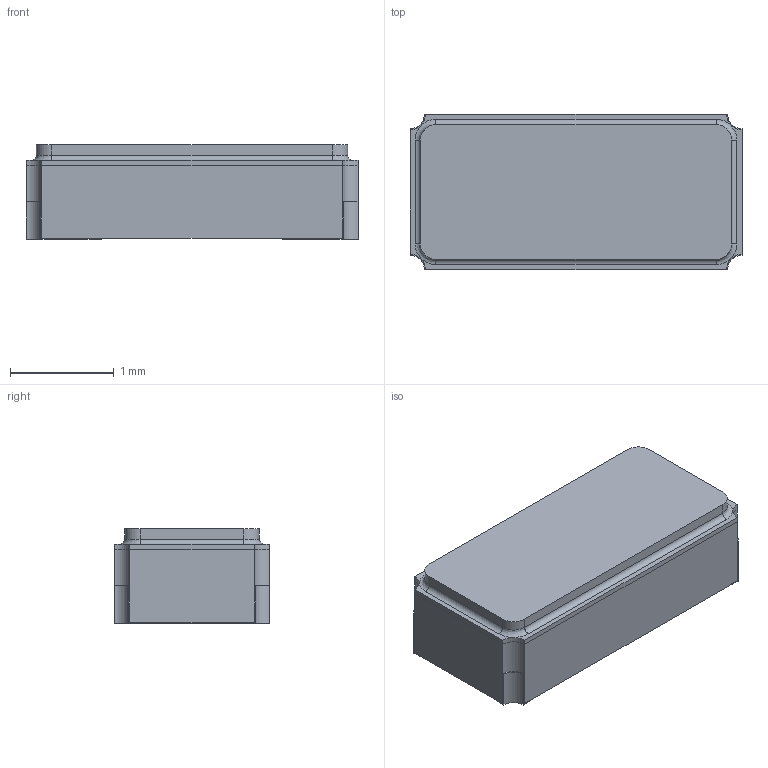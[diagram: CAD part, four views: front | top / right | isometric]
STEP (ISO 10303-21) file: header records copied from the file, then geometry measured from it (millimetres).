
FILE_DESCRIPTION(('FreeCAD Model'),'2;1');
FILE_NAME('Fusion.step', '2017-03-03T19:12:16',('Author'),(''), 'Open CASCADE STEP processor 6.8','FreeCAD','Unknown');
FILE_SCHEMA(('AUTOMOTIVE_DESIGN_CC2 { 1 2 10303 214 -1 1 5 4 }'));
Length unit declared in the file: millimetre
Products named in the file (2): ASSEMBLY; Fusion
Assembly tree (1 placements, depth 2):
  ASSEMBLY
    Fusion
Bounding box: 3.2 x 1.5 x 0.91 mm (x, y, z)
Volume: 4.2 mm3; surface area: 17.5 mm2
Topology: 1 solids, 1 shells, 88 faces, 223 edges, 138 vertices
Faces by surface type: plane 64, cylinder 20, bspline 4
Entity records: 8174 total; most frequent: CARTESIAN_POINT 3181, DIRECTION 769, LINE 517, VECTOR 517, ORIENTED_EDGE 446, PCURVE 446, DEFINITIONAL_REPRESENTATION 446, EDGE_CURVE 223
